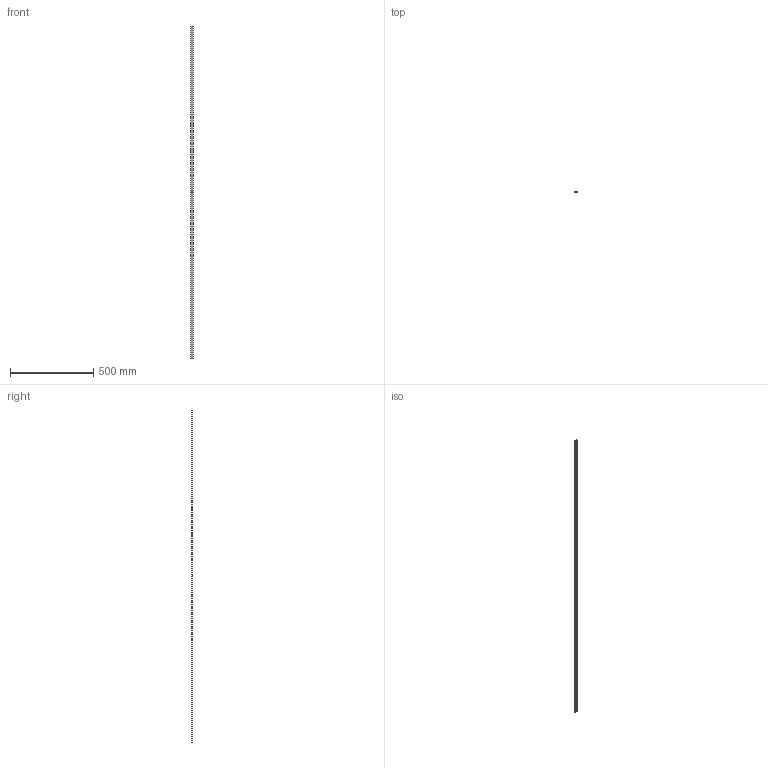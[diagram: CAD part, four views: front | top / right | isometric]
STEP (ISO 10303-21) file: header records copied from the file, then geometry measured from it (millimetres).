
FILE_DESCRIPTION (( 'STEP AP203' ), '1' );
FILE_NAME ('6309.step', '2022-04-29T09:02:00', ( '' ), ( '' ), 'SwSTEP 2.0', 'SolidWorks 2018', '' );
FILE_SCHEMA (( 'CONFIG_CONTROL_DESIGN' ));
Length unit declared in the file: millimetre
Products named in the file (1): 6309
Bounding box: 18 x 6 x 2000 mm (x, y, z)
Volume: 169132 mm3; surface area: 97311.7 mm2
Topology: 1 solids, 1 shells, 221 faces, 600 edges, 400 vertices
Faces by surface type: plane 110, bspline 109, cylinder 2
Entity records: 12025 total; most frequent: CARTESIAN_POINT 7115, ORIENTED_EDGE 1200, DIRECTION 612, EDGE_CURVE 600, VERTEX_POINT 400, LINE 378, VECTOR 378, EDGE_LOOP 240
